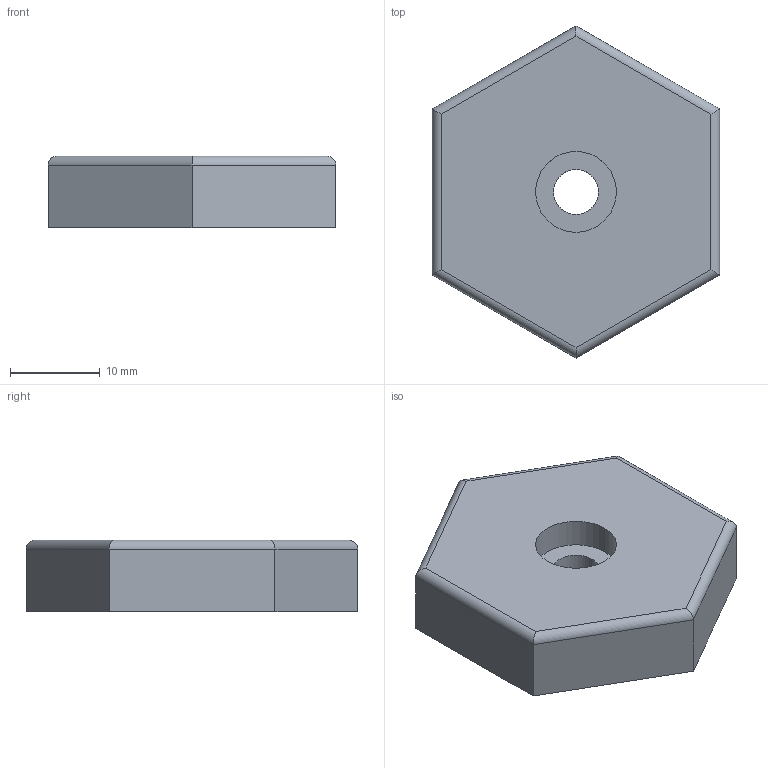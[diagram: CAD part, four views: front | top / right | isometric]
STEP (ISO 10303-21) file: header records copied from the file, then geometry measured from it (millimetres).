
FILE_DESCRIPTION (( 'STEP AP214' ), '1' );
FILE_NAME ('Hub_Cup_8.STEP', '2025-05-09T17:44:02', ( '' ), ( '' ), 'SwSTEP 2.0', 'SolidWorks 2021', '' );
FILE_SCHEMA (( 'AUTOMOTIVE_DESIGN' ));
Length unit declared in the file: millimetre
Products named in the file (1): Hub_Cup_8
Bounding box: 32 x 36.95 x 8 mm (x, y, z)
Volume: 4573.6 mm3; surface area: 3411.6 mm2
Topology: 1 solids, 1 shells, 29 faces, 66 edges, 42 vertices
Faces by surface type: plane 17, cylinder 12
Entity records: 842 total; most frequent: CARTESIAN_POINT 156, DIRECTION 132, ORIENTED_EDGE 132, EDGE_CURVE 66, LINE 48, VECTOR 48, VERTEX_POINT 42, AXIS2_PLACEMENT_3D 42
